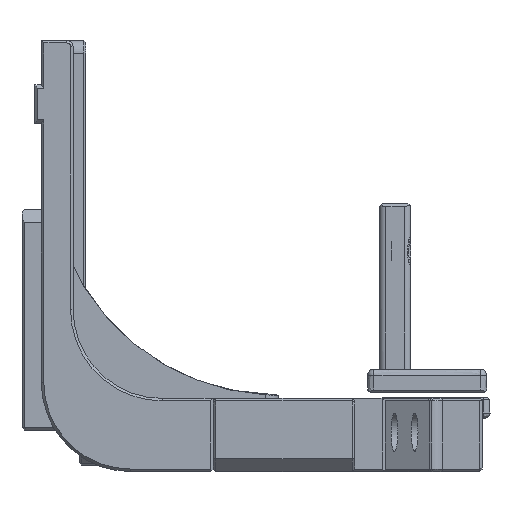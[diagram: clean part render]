
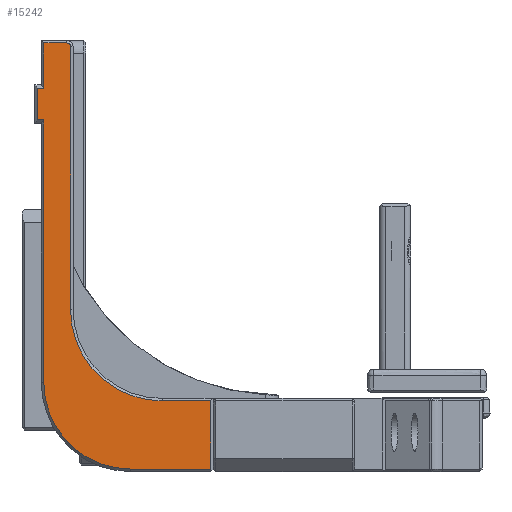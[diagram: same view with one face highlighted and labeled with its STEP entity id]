
A CAD part, left-side view. The second image highlights one B-rep face of the part: STEP entity #15242.
In plain terms, the highlighted planar face has unit normal (-1, 0, 0).
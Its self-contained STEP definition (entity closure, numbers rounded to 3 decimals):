
#972=PLANE('',#16482);
#1676=FACE_OUTER_BOUND('',#2601,.T.);
#2601=EDGE_LOOP('',(#12996,#12997,#12998,#12999,#13000,#13001,#13002,#13003,
#13004,#13005,#13006,#13007,#13008));
#3910=LINE('',#24338,#5434);
#3912=LINE('',#24342,#5436);
#3913=LINE('',#24351,#5437);
#3919=LINE('',#24363,#5443);
#3925=LINE('',#24376,#5449);
#3960=LINE('',#24457,#5484);
#3971=LINE('',#24484,#5495);
#3979=LINE('',#24511,#5503);
#3982=LINE('',#24520,#5506);
#4061=LINE('',#24683,#5585);
#5434=VECTOR('',#19435,10.);
#5436=VECTOR('',#19439,10.);
#5437=VECTOR('',#19450,10.);
#5443=VECTOR('',#19460,10.);
#5449=VECTOR('',#19468,10.);
#5484=VECTOR('',#19537,10.);
#5495=VECTOR('',#19566,10.);
#5503=VECTOR('',#19594,10.);
#5506=VECTOR('',#19605,10.);
#5585=VECTOR('',#19770,10.);
#6245=CIRCLE('',#16389,13.6);
#6256=CIRCLE('',#16434,14.4);
#6257=CIRCLE('',#16437,0.6);
#7278=VERTEX_POINT('',#24330);
#7279=VERTEX_POINT('',#24332);
#7280=VERTEX_POINT('',#24336);
#7281=VERTEX_POINT('',#24340);
#7284=VERTEX_POINT('',#24350);
#7288=VERTEX_POINT('',#24362);
#7293=VERTEX_POINT('',#24373);
#7294=VERTEX_POINT('',#24375);
#7323=VERTEX_POINT('',#24456);
#7336=VERTEX_POINT('',#24502);
#7337=VERTEX_POINT('',#24504);
#7338=VERTEX_POINT('',#24508);
#7340=VERTEX_POINT('',#24514);
#9141=EDGE_CURVE('',#7279,#7278,#6245,.T.);
#9143=EDGE_CURVE('',#7280,#7279,#3910,.T.);
#9145=EDGE_CURVE('',#7281,#7280,#3912,.T.);
#9148=EDGE_CURVE('',#7278,#7284,#3913,.T.);
#9154=EDGE_CURVE('',#7284,#7288,#3919,.T.);
#9160=EDGE_CURVE('',#7293,#7294,#3925,.T.);
#9200=EDGE_CURVE('',#7288,#7323,#3960,.T.);
#9215=EDGE_CURVE('',#7323,#7293,#3971,.T.);
#9227=EDGE_CURVE('',#7337,#7336,#6256,.T.);
#9229=EDGE_CURVE('',#7338,#7337,#3979,.T.);
#9232=EDGE_CURVE('',#7340,#7338,#6257,.T.);
#9234=EDGE_CURVE('',#7294,#7340,#3982,.T.);
#9314=EDGE_CURVE('',#7336,#7281,#4061,.T.);
#12996=ORIENTED_EDGE('',*,*,#9143,.F.);
#12997=ORIENTED_EDGE('',*,*,#9145,.F.);
#12998=ORIENTED_EDGE('',*,*,#9314,.F.);
#12999=ORIENTED_EDGE('',*,*,#9227,.F.);
#13000=ORIENTED_EDGE('',*,*,#9229,.F.);
#13001=ORIENTED_EDGE('',*,*,#9232,.F.);
#13002=ORIENTED_EDGE('',*,*,#9234,.F.);
#13003=ORIENTED_EDGE('',*,*,#9160,.F.);
#13004=ORIENTED_EDGE('',*,*,#9215,.F.);
#13005=ORIENTED_EDGE('',*,*,#9200,.F.);
#13006=ORIENTED_EDGE('',*,*,#9154,.F.);
#13007=ORIENTED_EDGE('',*,*,#9148,.F.);
#13008=ORIENTED_EDGE('',*,*,#9141,.F.);
#15242=ADVANCED_FACE('',(#1676),#972,.T.);
#16389=AXIS2_PLACEMENT_3D('',#24334,#19430,#19431);
#16434=AXIS2_PLACEMENT_3D('',#24506,#19589,#19590);
#16437=AXIS2_PLACEMENT_3D('',#24517,#19599,#19600);
#16482=AXIS2_PLACEMENT_3D('',#24682,#19768,#19769);
#19430=DIRECTION('center_axis',(1.,0.,0.));
#19431=DIRECTION('ref_axis',(0.,0.707,-0.707));
#19435=DIRECTION('',(0.,1.,0.));
#19439=DIRECTION('',(0.,0.,-1.));
#19450=DIRECTION('',(0.,0.,1.));
#19460=DIRECTION('',(0.,1.,0.));
#19468=DIRECTION('',(0.,0.,1.));
#19537=DIRECTION('',(0.,0.,1.));
#19566=DIRECTION('',(0.,-1.,0.));
#19589=DIRECTION('center_axis',(-1.,0.,0.));
#19590=DIRECTION('ref_axis',(0.,0.707,-0.707));
#19594=DIRECTION('',(0.,0.,-1.));
#19599=DIRECTION('center_axis',(1.,0.,0.));
#19600=DIRECTION('ref_axis',(0.,-0.707,0.707));
#19605=DIRECTION('',(0.,-1.,0.));
#19768=DIRECTION('center_axis',(-1.,0.,0.));
#19769=DIRECTION('ref_axis',(0.,0.,
1.));
#19770=DIRECTION('',(0.,-1.,0.));
#24330=CARTESIAN_POINT('',(110.5,349.606,5.));
#24332=CARTESIAN_POINT('',(110.5,336.006,-8.6));
#24334=CARTESIAN_POINT('Origin',(110.5,336.006,5.));
#24336=CARTESIAN_POINT('',(110.5,323.407,-8.6));
#24338=CARTESIAN_POINT('',(110.5,313.703,-8.6));
#24340=CARTESIAN_POINT('',(110.5,323.407,2.1));
#24342=CARTESIAN_POINT('',(110.5,323.407,25.222));
#24350=CARTESIAN_POINT('',(110.5,349.606,46.223));
#24351=CARTESIAN_POINT('',(110.5,349.606,38.522));
#24362=CARTESIAN_POINT('',(110.5,350.606,46.223));
#24363=CARTESIAN_POINT('',(110.5,337.331,46.223));
#24373=CARTESIAN_POINT('',(110.5,349.606,51.223));
#24375=CARTESIAN_POINT('',(110.5,349.606,58.323));
#24376=CARTESIAN_POINT('',(110.5,349.606,39.522));
#24456=CARTESIAN_POINT('',(110.5,350.606,51.223));
#24457=CARTESIAN_POINT('',(110.5,350.606,31.146));
#24484=CARTESIAN_POINT('',(110.5,337.331,51.223));
#24502=CARTESIAN_POINT('',(110.5,331.006,2.1));
#24504=CARTESIAN_POINT('',(110.5,345.406,16.5));
#24506=CARTESIAN_POINT('Origin',(110.5,331.006,16.5));
#24508=CARTESIAN_POINT('',(110.5,345.406,57.723));
#24511=CARTESIAN_POINT('',(110.5,345.406,31.653));
#24514=CARTESIAN_POINT('',(110.5,346.006,58.323));
#24517=CARTESIAN_POINT('Origin',(110.5,346.006,57.723));
#24520=CARTESIAN_POINT('',(110.5,334.031,58.323));
#24682=CARTESIAN_POINT('Origin',(110.5,322.656,25.583));
#24683=CARTESIAN_POINT('',(110.5,309.471,2.1));
